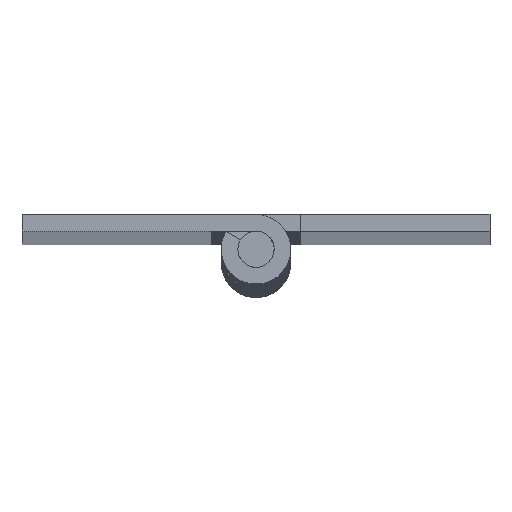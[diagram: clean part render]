
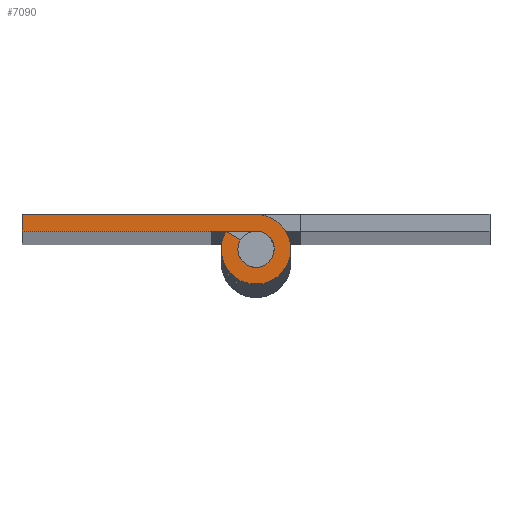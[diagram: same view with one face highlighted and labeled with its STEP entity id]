
A CAD part, top view. The second image highlights one B-rep face of the part: STEP entity #7090.
In plain terms, the highlighted free-form (B-spline) face has degree [1, 1] with [2, 2] control points.
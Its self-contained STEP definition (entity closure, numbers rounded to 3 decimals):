
#7013=CARTESIAN_POINT('',(-23.789,3.685,750.));
#7014=CARTESIAN_POINT('',(4.591,3.685,750.));
#7015=CARTESIAN_POINT('',(-23.789,-3.685,750.));
#7016=CARTESIAN_POINT('',(4.591,-3.685,750.));
#7017=B_SPLINE_SURFACE_WITH_KNOTS('',1,1,((#7013,#7015),(#7014,#7016)),.UNSPECIFIED.,.F.,.F.,.U.,(2,2),(2,2),(0.0,28.38),(0.0,7.369),.UNSPECIFIED.);
#7018=CARTESIAN_POINT('',(-1.508,0.888,750.));
#7019=VERTEX_POINT('',#7018);
#7020=CARTESIAN_POINT('',(0.0,1.75,750.));
#7021=VERTEX_POINT('',#7020);
#7022=CARTESIAN_POINT('',(-1.508,0.888,750.));
#7023=CARTESIAN_POINT('',(-2.191,-0.272,750.));
#7024=CARTESIAN_POINT('',(-1.245,-1.229,750.));
#7025=CARTESIAN_POINT('',(-0.3,-2.187,750.));
#7026=CARTESIAN_POINT('',(0.868,-1.519,750.));
#7027=CARTESIAN_POINT('',(2.037,-0.851,750.));
#7028=CARTESIAN_POINT('',(1.691,0.449,750.));
#7029=CARTESIAN_POINT('',(1.346,1.75,750.));
#7030=CARTESIAN_POINT('',(0.0,1.75,750.));
#7038=(BOUNDED_CURVE()B_SPLINE_CURVE(2,(#7022,#7023,#7024,#7025,#7026,#7027,#7028,#7029,#7030),.UNSPECIFIED.,.F.,.U.)B_SPLINE_CURVE_WITH_KNOTS((3,2,2,2,3),(0.0,0.25,0.5,0.75,1.0),.UNSPECIFIED.)CURVE()GEOMETRIC_REPRESENTATION_ITEM()RATIONAL_B_SPLINE_CURVE((1.0,0.793,1.0,0.793,1.0,0.793,1.0,0.793,1.0))REPRESENTATION_ITEM(''));
#7039=EDGE_CURVE('',#7019,#7021,#7038,.T.);
#7040=ORIENTED_EDGE('',*,*,#7039,.F.);
#7041=CARTESIAN_POINT('',(-2.887,1.7,750.));
#7042=VERTEX_POINT('',#7041);
#7043=CARTESIAN_POINT('',(-2.887,1.7,750.));
#7044=CARTESIAN_POINT('',(-1.508,0.888,750.));
#7045=QUASI_UNIFORM_CURVE('',1,(#7043,#7044),.UNSPECIFIED.,.F.,.U.);
#7046=EDGE_CURVE('',#7042,#7019,#7045,.T.);
#7047=ORIENTED_EDGE('',*,*,#7046,.F.);
#7048=CARTESIAN_POINT('',(0.013,3.35,750.));
#7049=VERTEX_POINT('',#7048);
#7050=CARTESIAN_POINT('',(-2.887,1.7,750.));
#7051=CARTESIAN_POINT('',(-4.193,-0.518,750.));
#7052=CARTESIAN_POINT('',(-2.386,-2.351,750.));
#7053=CARTESIAN_POINT('',(-0.58,-4.185,750.));
#7054=CARTESIAN_POINT('',(1.657,-2.912,750.));
#7055=CARTESIAN_POINT('',(3.894,-1.639,750.));
#7056=CARTESIAN_POINT('',(3.24,0.851,750.));
#7057=CARTESIAN_POINT('',(2.586,3.34,750.));
#7058=CARTESIAN_POINT('',(0.013,3.35,750.));
#7066=(BOUNDED_CURVE()B_SPLINE_CURVE(2,(#7050,#7051,#7052,#7053,#7054,#7055,#7056,#7057,#7058),.UNSPECIFIED.,.F.,.U.)B_SPLINE_CURVE_WITH_KNOTS((3,2,2,2,3),(0.0,0.25,0.5,0.75,1.0),.UNSPECIFIED.)CURVE()GEOMETRIC_REPRESENTATION_ITEM()RATIONAL_B_SPLINE_CURVE((1.0,0.793,1.0,0.793,1.0,0.793,1.0,0.793,1.0))REPRESENTATION_ITEM(''));
#7067=EDGE_CURVE('',#7042,#7049,#7066,.T.);
#7068=ORIENTED_EDGE('',*,*,#7067,.T.);
#7069=CARTESIAN_POINT('',(-22.5,3.35,750.));
#7070=VERTEX_POINT('',#7069);
#7071=CARTESIAN_POINT('',(-22.5,3.35,750.));
#7072=CARTESIAN_POINT('',(0.013,3.35,750.));
#7073=QUASI_UNIFORM_CURVE('',1,(#7071,#7072),.UNSPECIFIED.,.F.,.U.);
#7074=EDGE_CURVE('',#7070,#7049,#7073,.T.);
#7075=ORIENTED_EDGE('',*,*,#7074,.F.);
#7076=CARTESIAN_POINT('',(-22.5,1.75,750.));
#7077=VERTEX_POINT('',#7076);
#7078=CARTESIAN_POINT('',(-22.5,1.75,750.));
#7079=CARTESIAN_POINT('',(-22.5,3.35,750.));
#7080=QUASI_UNIFORM_CURVE('',1,(#7078,#7079),.UNSPECIFIED.,.F.,.U.);
#7081=EDGE_CURVE('',#7077,#7070,#7080,.T.);
#7082=ORIENTED_EDGE('',*,*,#7081,.F.);
#7083=CARTESIAN_POINT('',(0.0,1.75,750.));
#7084=CARTESIAN_POINT('',(-22.5,1.75,750.));
#7085=QUASI_UNIFORM_CURVE('',1,(#7083,#7084),.UNSPECIFIED.,.F.,.U.);
#7086=EDGE_CURVE('',#7021,#7077,#7085,.T.);
#7087=ORIENTED_EDGE('',*,*,#7086,.F.);
#7088=EDGE_LOOP('',(#7040,#7047,#7068,#7075,#7082,#7087));
#7089=FACE_OUTER_BOUND('',#7088,.T.);
#7090=ADVANCED_FACE('',(#7089),#7017,.F.);
